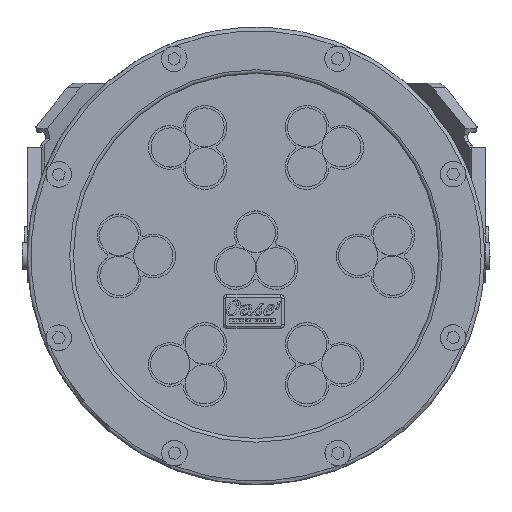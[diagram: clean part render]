
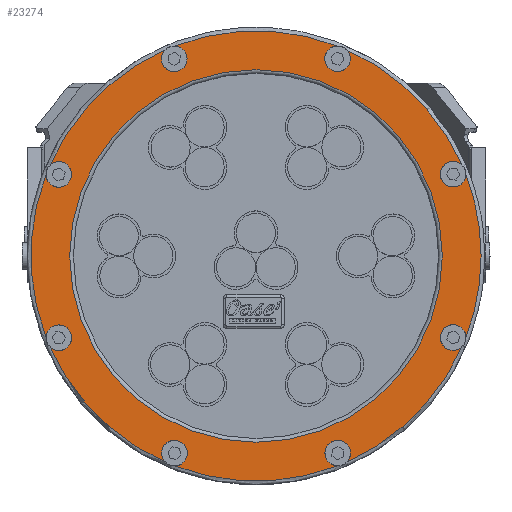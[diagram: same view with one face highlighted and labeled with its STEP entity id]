
A CAD part, top view. The second image highlights one B-rep face of the part: STEP entity #23274.
In plain terms, the highlighted planar face has unit normal (0, 0, 1).
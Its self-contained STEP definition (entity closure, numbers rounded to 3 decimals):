
#1156=FACE_BOUND('',#4218,.T.);
#1484=CIRCLE('',#24890,92.498);
#1485=CIRCLE('',#24891,92.498);
#1486=CIRCLE('',#24892,92.498);
#1487=CIRCLE('',#24893,92.498);
#1488=CIRCLE('',#24894,92.498);
#1489=CIRCLE('',#24895,92.498);
#1490=CIRCLE('',#24896,92.498);
#1491=CIRCLE('',#24897,92.498);
#1492=CIRCLE('',#24898,92.498);
#1493=CIRCLE('',#24900,5.245);
#1495=CIRCLE('',#24902,5.245);
#1496=CIRCLE('',#24904,5.245);
#1498=CIRCLE('',#24906,5.245);
#1499=CIRCLE('',#24908,5.245);
#1501=CIRCLE('',#24910,5.245);
#1502=CIRCLE('',#24912,5.245);
#1504=CIRCLE('',#24915,5.245);
#1505=CIRCLE('',#24916,5.245);
#1506=CIRCLE('',#24917,5.245);
#1507=CIRCLE('',#24918,5.245);
#1508=CIRCLE('',#24919,5.245);
#1509=CIRCLE('',#24920,5.245);
#1510=CIRCLE('',#24921,5.245);
#1511=CIRCLE('',#24922,76.535);
#2836=FACE_OUTER_BOUND('',#4217,.T.);
#4217=EDGE_LOOP('',(#17960,#17961,#17962,#17963,#17964,#17965,#17966,#17967,
#17968,#17969,#17970,#17971,#17972,#17973,#17974,#17975,#17976,#17977,#17978,
#17979,#17980,#17981,#17982));
#4218=EDGE_LOOP('',(#17983));
#10710=VERTEX_POINT('',#37328);
#10711=VERTEX_POINT('',#37330);
#10713=VERTEX_POINT('',#37337);
#10714=VERTEX_POINT('',#37356);
#10715=VERTEX_POINT('',#37358);
#10716=VERTEX_POINT('',#37377);
#10717=VERTEX_POINT('',#37379);
#10718=VERTEX_POINT('',#37398);
#10719=VERTEX_POINT('',#37400);
#10720=VERTEX_POINT('',#37419);
#10721=VERTEX_POINT('',#37421);
#10722=VERTEX_POINT('',#37440);
#10723=VERTEX_POINT('',#37442);
#10724=VERTEX_POINT('',#37461);
#10725=VERTEX_POINT('',#37463);
#10726=VERTEX_POINT('',#37482);
#10728=VERTEX_POINT('',#37503);
#10729=VERTEX_POINT('',#37510);
#10731=VERTEX_POINT('',#37517);
#10733=VERTEX_POINT('',#37524);
#10736=VERTEX_POINT('',#37537);
#10737=VERTEX_POINT('',#37540);
#10738=VERTEX_POINT('',#37543);
#10739=VERTEX_POINT('',#37546);
#13269=EDGE_CURVE('',#10710,#10711,#1484,.T.);
#13272=EDGE_CURVE('',#10713,#10714,#1485,.T.);
#13274=EDGE_CURVE('',#10715,#10716,#1486,.T.);
#13276=EDGE_CURVE('',#10717,#10718,#1487,.T.);
#13278=EDGE_CURVE('',#10719,#10720,#1488,.T.);
#13280=EDGE_CURVE('',#10721,#10722,#1489,.T.);
#13282=EDGE_CURVE('',#10723,#10724,#1490,.T.);
#13284=EDGE_CURVE('',#10725,#10726,#1491,.T.);
#13287=EDGE_CURVE('',#10728,#10710,#1492,.T.);
#13288=EDGE_CURVE('',#10729,#10718,#1493,.T.);
#13291=EDGE_CURVE('',#10719,#10729,#1495,.T.);
#13292=EDGE_CURVE('',#10731,#10716,#1496,.T.);
#13295=EDGE_CURVE('',#10717,#10731,#1498,.T.);
#13296=EDGE_CURVE('',#10733,#10714,#1499,.T.);
#13299=EDGE_CURVE('',#10715,#10733,#1501,.T.);
#13300=EDGE_CURVE('',#10713,#10711,#1502,.T.);
#13303=EDGE_CURVE('',#10728,#10726,#1504,.T.);
#13304=EDGE_CURVE('',#10725,#10736,#1505,.T.);
#13305=EDGE_CURVE('',#10736,#10724,#1506,.T.);
#13306=EDGE_CURVE('',#10723,#10737,#1507,.T.);
#13307=EDGE_CURVE('',#10737,#10722,#1508,.T.);
#13308=EDGE_CURVE('',#10721,#10738,#1509,.T.);
#13309=EDGE_CURVE('',#10738,#10720,#1510,.T.);
#13310=EDGE_CURVE('',#10739,#10739,#1511,.T.);
#17960=ORIENTED_EDGE('',*,*,#13278,.F.);
#17961=ORIENTED_EDGE('',*,*,#13291,.T.);
#17962=ORIENTED_EDGE('',*,*,#13288,.T.);
#17963=ORIENTED_EDGE('',*,*,#13276,.F.);
#17964=ORIENTED_EDGE('',*,*,#13295,.T.);
#17965=ORIENTED_EDGE('',*,*,#13292,.T.);
#17966=ORIENTED_EDGE('',*,*,#13274,.F.);
#17967=ORIENTED_EDGE('',*,*,#13299,.T.);
#17968=ORIENTED_EDGE('',*,*,#13296,.T.);
#17969=ORIENTED_EDGE('',*,*,#13272,.F.);
#17970=ORIENTED_EDGE('',*,*,#13300,.T.);
#17971=ORIENTED_EDGE('',*,*,#13269,.F.);
#17972=ORIENTED_EDGE('',*,*,#13287,.F.);
#17973=ORIENTED_EDGE('',*,*,#13303,.T.);
#17974=ORIENTED_EDGE('',*,*,#13284,.F.);
#17975=ORIENTED_EDGE('',*,*,#13304,.T.);
#17976=ORIENTED_EDGE('',*,*,#13305,.T.);
#17977=ORIENTED_EDGE('',*,*,#13282,.F.);
#17978=ORIENTED_EDGE('',*,*,#13306,.T.);
#17979=ORIENTED_EDGE('',*,*,#13307,.T.);
#17980=ORIENTED_EDGE('',*,*,#13280,.F.);
#17981=ORIENTED_EDGE('',*,*,#13308,.T.);
#17982=ORIENTED_EDGE('',*,*,#13309,.T.);
#17983=ORIENTED_EDGE('',*,*,#13310,.F.);
#22151=PLANE('',#24914);
#23274=ADVANCED_FACE('',(#2836,#1156),#22151,.T.);
#24890=AXIS2_PLACEMENT_3D('',#37331,#28598,#28599);
#24891=AXIS2_PLACEMENT_3D('',#37357,#28600,#28601);
#24892=AXIS2_PLACEMENT_3D('',#37378,#28602,#28603);
#24893=AXIS2_PLACEMENT_3D('',#37399,#28604,#28605);
#24894=AXIS2_PLACEMENT_3D('',#37420,#28606,#28607);
#24895=AXIS2_PLACEMENT_3D('',#37441,#28608,#28609);
#24896=AXIS2_PLACEMENT_3D('',#37462,#28610,#28611);
#24897=AXIS2_PLACEMENT_3D('',#37483,#28612,#28613);
#24898=AXIS2_PLACEMENT_3D('',#37508,#28614,#28615);
#24900=AXIS2_PLACEMENT_3D('',#37511,#28618,#28619);
#24902=AXIS2_PLACEMENT_3D('',#37515,#28623,#28624);
#24904=AXIS2_PLACEMENT_3D('',#37518,#28627,#28628);
#24906=AXIS2_PLACEMENT_3D('',#37522,#28632,#28633);
#24908=AXIS2_PLACEMENT_3D('',#37525,#28636,#28637);
#24910=AXIS2_PLACEMENT_3D('',#37529,#28641,#28642);
#24912=AXIS2_PLACEMENT_3D('',#37531,#28645,#28646);
#24914=AXIS2_PLACEMENT_3D('',#37535,#28650,#28651);
#24915=AXIS2_PLACEMENT_3D('',#37536,#28652,#28653);
#24916=AXIS2_PLACEMENT_3D('',#37538,#28654,#28655);
#24917=AXIS2_PLACEMENT_3D('',#37539,#28656,#28657);
#24918=AXIS2_PLACEMENT_3D('',#37541,#28658,#28659);
#24919=AXIS2_PLACEMENT_3D('',#37542,#28660,#28661);
#24920=AXIS2_PLACEMENT_3D('',#37544,#28662,#28663);
#24921=AXIS2_PLACEMENT_3D('',#37545,#28664,#28665);
#24922=AXIS2_PLACEMENT_3D('',#37547,#28666,#28667);
#28598=DIRECTION('center_axis',(0.,0.,-1.));
#28599=DIRECTION('ref_axis',(-1.,0.,0.));
#28600=DIRECTION('center_axis',(0.,0.,-1.));
#28601=DIRECTION('ref_axis',(-1.,0.,0.));
#28602=DIRECTION('center_axis',(0.,0.,-1.));
#28603=DIRECTION('ref_axis',(-1.,0.,0.));
#28604=DIRECTION('center_axis',(0.,0.,-1.));
#28605=DIRECTION('ref_axis',(-1.,0.,0.));
#28606=DIRECTION('center_axis',(0.,0.,-1.));
#28607=DIRECTION('ref_axis',(-1.,0.,0.));
#28608=DIRECTION('center_axis',(0.,0.,-1.));
#28609=DIRECTION('ref_axis',(-1.,0.,0.));
#28610=DIRECTION('center_axis',(0.,0.,-1.));
#28611=DIRECTION('ref_axis',(-1.,0.,0.));
#28612=DIRECTION('center_axis',(0.,0.,-1.));
#28613=DIRECTION('ref_axis',(-1.,0.,0.));
#28614=DIRECTION('center_axis',(0.,0.,-1.));
#28615=DIRECTION('ref_axis',(-1.,0.,0.));
#28618=DIRECTION('center_axis',(0.,0.,-1.));
#28619=DIRECTION('ref_axis',(-1.,0.,0.));
#28623=DIRECTION('center_axis',(0.,0.,-1.));
#28624=DIRECTION('ref_axis',(-1.,0.,0.));
#28627=DIRECTION('center_axis',(0.,0.,-1.));
#28628=DIRECTION('ref_axis',(-1.,0.,0.));
#28632=DIRECTION('center_axis',(0.,0.,-1.));
#28633=DIRECTION('ref_axis',(-1.,0.,0.));
#28636=DIRECTION('center_axis',(0.,0.,-1.));
#28637=DIRECTION('ref_axis',(-1.,0.,0.));
#28641=DIRECTION('center_axis',(0.,0.,-1.));
#28642=DIRECTION('ref_axis',(-1.,0.,0.));
#28645=DIRECTION('center_axis',(0.,0.,-1.));
#28646=DIRECTION('ref_axis',(-1.,0.,0.));
#28650=DIRECTION('center_axis',(0.,0.,1.));
#28651=DIRECTION('ref_axis',(1.,0.,0.));
#28652=DIRECTION('center_axis',(0.,0.,-1.));
#28653=DIRECTION('ref_axis',(-1.,0.,0.));
#28654=DIRECTION('center_axis',(0.,0.,-1.));
#28655=DIRECTION('ref_axis',(-1.,0.,0.));
#28656=DIRECTION('center_axis',(0.,0.,-1.));
#28657=DIRECTION('ref_axis',(-1.,0.,0.));
#28658=DIRECTION('center_axis',(0.,0.,-1.));
#28659=DIRECTION('ref_axis',(-1.,0.,0.));
#28660=DIRECTION('center_axis',(0.,0.,-1.));
#28661=DIRECTION('ref_axis',(-1.,0.,0.));
#28662=DIRECTION('center_axis',(0.,0.,-1.));
#28663=DIRECTION('ref_axis',(-1.,0.,0.));
#28664=DIRECTION('center_axis',(0.,0.,-1.));
#28665=DIRECTION('ref_axis',(-1.,0.,0.));
#28666=DIRECTION('center_axis',(0.,0.,1.));
#28667=DIRECTION('ref_axis',(-1.,0.,0.));
#37328=CARTESIAN_POINT('',(92.498,0.,6.));
#37330=CARTESIAN_POINT('',(86.264,-33.381,6.));
#37331=CARTESIAN_POINT('Origin',(0.,0.,6.));
#37337=CARTESIAN_POINT('',(84.638,-37.313,6.));
#37356=CARTESIAN_POINT('',(37.395,-84.602,6.));
#37357=CARTESIAN_POINT('Origin',(0.,0.,6.));
#37358=CARTESIAN_POINT('',(33.463,-86.232,6.));
#37377=CARTESIAN_POINT('',(-33.381,-86.264,6.));
#37378=CARTESIAN_POINT('Origin',(0.,0.,6.));
#37379=CARTESIAN_POINT('',(-37.313,-84.638,6.));
#37398=CARTESIAN_POINT('',(-84.602,-37.395,6.));
#37399=CARTESIAN_POINT('Origin',(0.,0.,6.));
#37400=CARTESIAN_POINT('',(-86.232,-33.463,6.));
#37419=CARTESIAN_POINT('',(-86.264,33.381,6.));
#37420=CARTESIAN_POINT('Origin',(0.,0.,6.));
#37421=CARTESIAN_POINT('',(-84.638,37.313,6.));
#37440=CARTESIAN_POINT('',(-37.395,84.602,6.));
#37441=CARTESIAN_POINT('Origin',(0.,0.,6.));
#37442=CARTESIAN_POINT('',(-33.463,86.232,6.));
#37461=CARTESIAN_POINT('',(33.381,86.264,6.));
#37462=CARTESIAN_POINT('Origin',(0.,0.,6.));
#37463=CARTESIAN_POINT('',(37.313,84.638,6.));
#37482=CARTESIAN_POINT('',(84.602,37.395,6.));
#37483=CARTESIAN_POINT('Origin',(0.,0.,6.));
#37503=CARTESIAN_POINT('',(86.232,33.463,6.));
#37508=CARTESIAN_POINT('Origin',(0.,0.,6.));
#37510=CARTESIAN_POINT('',(-75.744,-33.592,6.));
#37511=CARTESIAN_POINT('Origin',(-80.989,-33.592,6.));
#37515=CARTESIAN_POINT('Origin',(-80.989,-33.592,6.));
#37517=CARTESIAN_POINT('',(-28.269,-81.021,6.));
#37518=CARTESIAN_POINT('Origin',(-33.514,-81.021,6.));
#37522=CARTESIAN_POINT('Origin',(-33.514,-81.021,6.));
#37524=CARTESIAN_POINT('',(38.837,-80.989,6.));
#37525=CARTESIAN_POINT('Origin',(33.592,-80.989,6.));
#37529=CARTESIAN_POINT('Origin',(33.592,-80.989,6.));
#37531=CARTESIAN_POINT('Origin',(81.021,-33.514,6.));
#37535=CARTESIAN_POINT('Origin',(0.,0.,
6.));
#37536=CARTESIAN_POINT('Origin',(80.989,33.592,6.));
#37537=CARTESIAN_POINT('',(38.76,81.021,6.));
#37538=CARTESIAN_POINT('Origin',(33.514,81.021,6.));
#37539=CARTESIAN_POINT('Origin',(33.514,81.021,6.));
#37540=CARTESIAN_POINT('',(-28.347,80.989,6.));
#37541=CARTESIAN_POINT('Origin',(-33.592,80.989,6.));
#37542=CARTESIAN_POINT('Origin',(-33.592,80.989,6.));
#37543=CARTESIAN_POINT('',(-75.776,33.514,6.));
#37544=CARTESIAN_POINT('Origin',(-81.021,33.514,6.));
#37545=CARTESIAN_POINT('Origin',(-81.021,33.514,6.));
#37546=CARTESIAN_POINT('',(76.535,0.,6.));
#37547=CARTESIAN_POINT('Origin',(0.,0.,6.));
